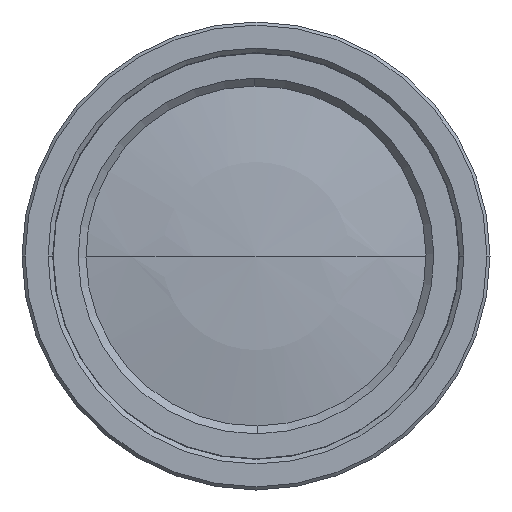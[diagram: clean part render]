
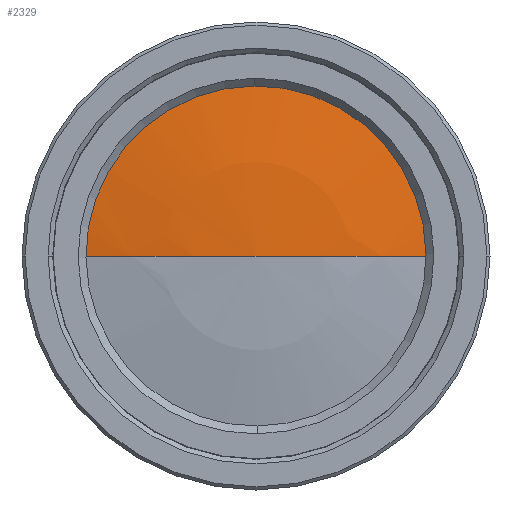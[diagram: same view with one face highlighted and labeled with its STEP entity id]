
A CAD part, left-side view. The second image highlights one B-rep face of the part: STEP entity #2329.
In plain terms, the highlighted spherical face has radius 65.584 mm.
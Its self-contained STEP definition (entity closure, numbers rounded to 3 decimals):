
#2329 = ADVANCED_FACE('',(#2330),#2359,.T.);
#2330 = FACE_BOUND('',#2331,.T.);
#2331 = EDGE_LOOP('',(#2332,#2343,#2352));
#2332 = ORIENTED_EDGE('',*,*,#2333,.F.);
#2333 = EDGE_CURVE('',#2334,#2336,#2338,.T.);
#2334 = VERTEX_POINT('',#2335);
#2335 = CARTESIAN_POINT('',(12.,-11.068,0.));
#2336 = VERTEX_POINT('',#2337);
#2337 = CARTESIAN_POINT('',(0.,-12.176,0.));
#2338 = CIRCLE('',#2339,65.584);
#2339 = AXIS2_PLACEMENT_3D('',#2340,#2341,#2342);
#2340 = CARTESIAN_POINT('',(0.,53.408,0.));
#2341 = DIRECTION('',(0.,0.,-1.));
#2342 = DIRECTION('',(0.183,-0.983,0.));
#2343 = ORIENTED_EDGE('',*,*,#2344,.F.);
#2344 = EDGE_CURVE('',#2345,#2334,#2347,.T.);
#2345 = VERTEX_POINT('',#2346);
#2346 = CARTESIAN_POINT('',(-12.,-11.068,0.));
#2347 = CIRCLE('',#2348,12.);
#2348 = AXIS2_PLACEMENT_3D('',#2349,#2350,#2351);
#2349 = CARTESIAN_POINT('',(0.,-11.068,0.));
#2350 = DIRECTION('',(0.,1.,0.));
#2351 = DIRECTION('',(-1.,0.,0.));
#2352 = ORIENTED_EDGE('',*,*,#2353,.T.);
#2353 = EDGE_CURVE('',#2345,#2336,#2354,.T.);
#2354 = CIRCLE('',#2355,65.584);
#2355 = AXIS2_PLACEMENT_3D('',#2356,#2357,#2358);
#2356 = CARTESIAN_POINT('',(0.,53.408,0.));
#2357 = DIRECTION('',(0.,0.,1.));
#2358 = DIRECTION('',(-0.183,-0.983,0.));
#2359 = SPHERICAL_SURFACE('',#2360,65.584);
#2360 = AXIS2_PLACEMENT_3D('',#2361,#2362,#2363);
#2361 = CARTESIAN_POINT('',(0.,53.408,0.));
#2362 = DIRECTION('',(0.,1.,0.));
#2363 = DIRECTION('',(1.,0.,0.));
